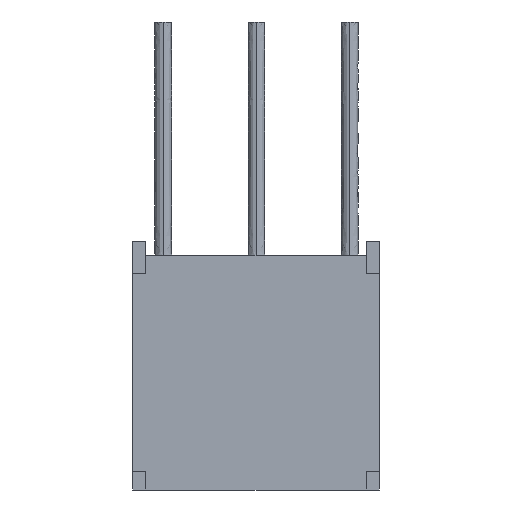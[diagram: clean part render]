
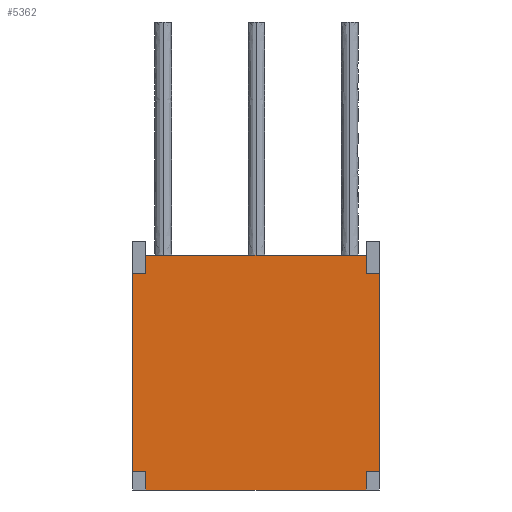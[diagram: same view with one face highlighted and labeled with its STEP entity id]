
A CAD part, front view. The second image highlights one B-rep face of the part: STEP entity #5362.
In plain terms, the highlighted free-form (B-spline) face has degree [1, 1] with [2, 2] control points.
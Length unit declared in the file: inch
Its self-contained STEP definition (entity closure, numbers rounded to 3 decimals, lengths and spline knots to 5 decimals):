
#144=DIRECTION('',(0.,0.,1.));
#145=VECTOR('',#144,0.014);
#146=CARTESIAN_POINT('',(0.172,-0.106,-0.132));
#147=LINE('',#146,#145);
#151=DIRECTION('',(0.,-1.,0.));
#152=VECTOR('',#151,0.02);
#153=CARTESIAN_POINT('',(0.172,-0.106,-0.118));
#154=LINE('',#153,#152);
#158=DIRECTION('',(0.,1.,0.));
#159=VECTOR('',#158,0.02);
#160=CARTESIAN_POINT('',(0.172,-0.126,0.118));
#161=LINE('',#160,#159);
#165=DIRECTION('',(0.,0.,-1.));
#166=VECTOR('',#165,0.014);
#167=CARTESIAN_POINT('',(0.172,-0.106,0.132));
#168=LINE('',#167,#166);
#172=DIRECTION('',(0.,-1.,0.));
#173=VECTOR('',#172,0.212);
#174=CARTESIAN_POINT('',(0.172,0.106,0.132));
#175=LINE('',#174,#173);
#179=DIRECTION('',(0.,0.,-1.));
#180=VECTOR('',#179,0.014);
#181=CARTESIAN_POINT('',(0.172,0.106,0.132));
#182=LINE('',#181,#180);
#186=DIRECTION('',(0.,-1.,0.));
#187=VECTOR('',#186,0.02);
#188=CARTESIAN_POINT('',(0.172,0.126,0.118));
#189=LINE('',#188,#187);
#193=DIRECTION('',(0.,0.,1.));
#194=VECTOR('',#193,0.236);
#195=CARTESIAN_POINT('',(0.172,0.126,-0.118));
#196=LINE('',#195,#194);
#200=DIRECTION('',(0.,-1.,0.));
#201=VECTOR('',#200,0.02);
#202=CARTESIAN_POINT('',(0.172,0.126,-0.118));
#203=LINE('',#202,#201);
#207=DIRECTION('',(0.,0.,1.));
#208=VECTOR('',#207,0.014);
#209=CARTESIAN_POINT('',(0.172,0.106,-0.132));
#210=LINE('',#209,#208);
#214=DIRECTION('',(0.,1.,0.));
#215=VECTOR('',#214,0.212);
#216=CARTESIAN_POINT('',(0.172,-0.106,-0.132));
#217=LINE('',#216,#215);
#361=DIRECTION('',(0.,0.,-1.));
#362=VECTOR('',#361,0.236);
#363=CARTESIAN_POINT('',(0.172,-0.126,0.118));
#364=LINE('',#363,#362);
#4955=CARTESIAN_POINT('',(0.172,0.126,0.118));
#4956=CARTESIAN_POINT('',(0.172,0.106,0.118));
#4957=VERTEX_POINT('',#4955);
#4958=VERTEX_POINT('',#4956);
#4959=CARTESIAN_POINT('',(0.172,0.106,0.132));
#4960=VERTEX_POINT('',#4959);
#4961=CARTESIAN_POINT('',(0.172,0.126,-0.118));
#4962=CARTESIAN_POINT('',(0.172,0.106,-0.118));
#4963=VERTEX_POINT('',#4961);
#4964=VERTEX_POINT('',#4962);
#4965=CARTESIAN_POINT('',(0.172,0.106,-0.132));
#4966=VERTEX_POINT('',#4965);
#4967=CARTESIAN_POINT('',(0.172,-0.106,0.132));
#4968=VERTEX_POINT('',#4967);
#4969=CARTESIAN_POINT('',(0.172,-0.106,-0.132));
#4970=VERTEX_POINT('',#4969);
#4971=CARTESIAN_POINT('',(0.172,-0.126,0.118));
#4972=VERTEX_POINT('',#4971);
#4973=CARTESIAN_POINT('',(0.172,-0.126,-0.118));
#4974=VERTEX_POINT('',#4973);
#5205=CARTESIAN_POINT('',(0.172,-0.106,-0.118));
#5206=VERTEX_POINT('',#5205);
#5207=CARTESIAN_POINT('',(0.172,-0.106,0.118));
#5208=VERTEX_POINT('',#5207);
#5334=CARTESIAN_POINT('',(0.172,-0.13104,0.13728));
#5335=CARTESIAN_POINT('',(0.172,0.13104,0.13728));
#5336=CARTESIAN_POINT('',(0.172,-0.13104,-0.13728));
#5337=CARTESIAN_POINT('',(0.172,0.13104,-0.13728));
#5338=B_SPLINE_SURFACE_WITH_KNOTS('',1,1,((#5334,#5335),(#5336,#5337)),
.UNSPECIFIED.,.F.,.F.,.F.,(2,2),(2,2),(-0.13728,0.13728),(-0.13104,
0.13104),.UNSPECIFIED.);
#5340=ORIENTED_EDGE('',*,*,#5339,.T.);
#5342=ORIENTED_EDGE('',*,*,#5341,.T.);
#5344=ORIENTED_EDGE('',*,*,#5343,.F.);
#5346=ORIENTED_EDGE('',*,*,#5345,.T.);
#5348=ORIENTED_EDGE('',*,*,#5347,.F.);
#5349=ORIENTED_EDGE('',*,*,#5278,.F.);
#5351=ORIENTED_EDGE('',*,*,#5350,.T.);
#5353=ORIENTED_EDGE('',*,*,#5352,.F.);
#5354=ORIENTED_EDGE('',*,*,#5301,.F.);
#5356=ORIENTED_EDGE('',*,*,#5355,.T.);
#5358=ORIENTED_EDGE('',*,*,#5357,.F.);
#5359=ORIENTED_EDGE('',*,*,#5317,.F.);
#5360=EDGE_LOOP('',(#5340,#5342,#5344,#5346,#5348,#5349,#5351,#5353,#5354,#5356,
#5358,#5359));
#5361=FACE_OUTER_BOUND('',#5360,.F.);
#5362=ADVANCED_FACE('',(#5361),#5338,.T.);
#5278=EDGE_CURVE('',#4960,#4968,#175,.T.);
#5301=EDGE_CURVE('',#4963,#4957,#196,.T.);
#5317=EDGE_CURVE('',#4970,#4966,#217,.T.);
#5339=EDGE_CURVE('',#4970,#5206,#147,.T.);
#5341=EDGE_CURVE('',#5206,#4974,#154,.T.);
#5343=EDGE_CURVE('',#4972,#4974,#364,.T.);
#5345=EDGE_CURVE('',#4972,#5208,#161,.T.);
#5347=EDGE_CURVE('',#4968,#5208,#168,.T.);
#5350=EDGE_CURVE('',#4960,#4958,#182,.T.);
#5352=EDGE_CURVE('',#4957,#4958,#189,.T.);
#5355=EDGE_CURVE('',#4963,#4964,#203,.T.);
#5357=EDGE_CURVE('',#4966,#4964,#210,.T.);
